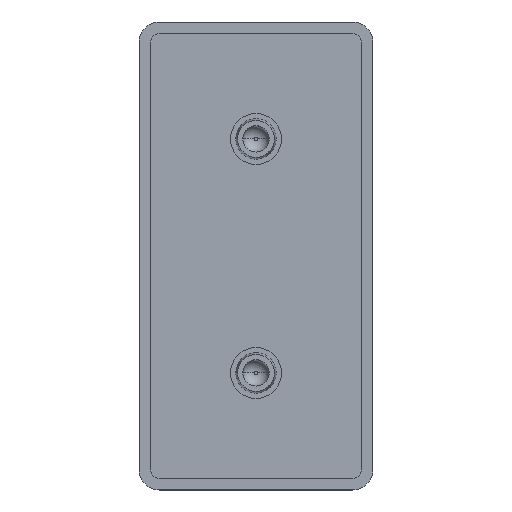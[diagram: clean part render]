
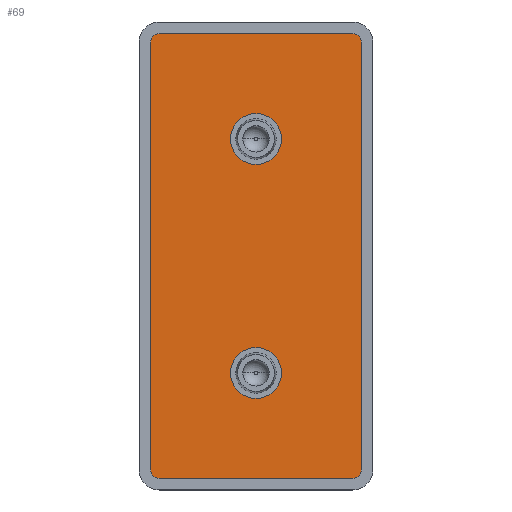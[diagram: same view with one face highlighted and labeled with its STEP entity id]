
A CAD part, top view. The second image highlights one B-rep face of the part: STEP entity #69.
In plain terms, the highlighted planar face has unit normal (0, 0, 1).
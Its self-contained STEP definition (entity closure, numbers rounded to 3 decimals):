
#17 = DIRECTION ( 'NONE',  ( -1., 0., 0. ) ) ;
#27 = CARTESIAN_POINT ( 'NONE',  ( -16.5, -36.5, -2. ) ) ;
#36 = AXIS2_PLACEMENT_3D ( 'NONE', #1688, #383, #87 ) ;
#38 = VECTOR ( 'NONE', #1765, 1000. ) ;
#69 = ADVANCED_FACE ( 'NONE', ( #1113, #1711, #849 ), #1262, .T. ) ;
#85 = ORIENTED_EDGE ( 'NONE', *, *, #106, .T. ) ;
#87 = DIRECTION ( 'NONE',  ( -1., 0., 0. ) ) ;
#92 = CARTESIAN_POINT ( 'NONE',  ( 4.35, -20., -2. ) ) ;
#106 = EDGE_CURVE ( 'NONE', #1669, #332, #583, .T. ) ;
#149 = AXIS2_PLACEMENT_3D ( 'NONE', #1749, #264, #872 ) ;
#173 = ORIENTED_EDGE ( 'NONE', *, *, #1106, .T. ) ;
#187 = VERTEX_POINT ( 'NONE', #733 ) ;
#189 = DIRECTION ( 'NONE',  ( 0., 0., -1. ) ) ;
#223 = DIRECTION ( 'NONE',  ( 0., 0., 1. ) ) ;
#264 = DIRECTION ( 'NONE',  ( 0., 0., 1. ) ) ;
#271 = EDGE_LOOP ( 'NONE', ( #1527, #1358, #1215, #910, #1014, #809, #1880, #1107 ) ) ;
#287 = CARTESIAN_POINT ( 'NONE',  ( 4.35, 20., -2. ) ) ;
#315 = DIRECTION ( 'NONE',  ( 1., 0., 0. ) ) ;
#332 = VERTEX_POINT ( 'NONE', #92 ) ;
#373 = EDGE_CURVE ( 'NONE', #624, #1492, #700, .T. ) ;
#383 = DIRECTION ( 'NONE',  ( 0., 0., -1. ) ) ;
#406 = AXIS2_PLACEMENT_3D ( 'NONE', #992, #1579, #1326 ) ;
#425 = AXIS2_PLACEMENT_3D ( 'NONE', #1866, #223, #976 ) ;
#440 = AXIS2_PLACEMENT_3D ( 'NONE', #895, #1784, #1633 ) ;
#489 = VECTOR ( 'NONE', #1024, 1000. ) ;
#500 = EDGE_CURVE ( 'NONE', #1858, #1762, #900, .T. ) ;
#509 = AXIS2_PLACEMENT_3D ( 'NONE', #1494, #189, #1646 ) ;
#580 = CARTESIAN_POINT ( 'NONE',  ( -16.5, -38., -2. ) ) ;
#581 = ORIENTED_EDGE ( 'NONE', *, *, #988, .T. ) ;
#583 = CIRCLE ( 'NONE', #1495, 4.35 ) ;
#584 = VECTOR ( 'NONE', #1386, 1000. ) ;
#593 = LINE ( 'NONE', #875, #489 ) ;
#607 = CARTESIAN_POINT ( 'NONE',  ( 0., 20., -2. ) ) ;
#624 = VERTEX_POINT ( 'NONE', #1846 ) ;
#639 = DIRECTION ( 'NONE',  ( 1., 0., 0. ) ) ;
#700 = LINE ( 'NONE', #1828, #584 ) ;
#733 = CARTESIAN_POINT ( 'NONE',  ( -16.5, -38., -2. ) ) ;
#743 = AXIS2_PLACEMENT_3D ( 'NONE', #27, #1763, #17 ) ;
#770 = VERTEX_POINT ( 'NONE', #1333 ) ;
#800 = EDGE_CURVE ( 'NONE', #187, #959, #1609, .T. ) ;
#806 = CARTESIAN_POINT ( 'NONE',  ( 0., -20., -2. ) ) ;
#809 = ORIENTED_EDGE ( 'NONE', *, *, #1258, .T. ) ;
#840 = VERTEX_POINT ( 'NONE', #287 ) ;
#849 = FACE_OUTER_BOUND ( 'NONE', #271, .T. ) ;
#872 = DIRECTION ( 'NONE',  ( -1., 0., 0. ) ) ;
#875 = CARTESIAN_POINT ( 'NONE',  ( 16.5, 38., -2. ) ) ;
#881 = EDGE_LOOP ( 'NONE', ( #85, #173 ) ) ;
#895 = CARTESIAN_POINT ( 'NONE',  ( 16.5, 36.5, -2. ) ) ;
#900 = CIRCLE ( 'NONE', #440, 1.5 ) ;
#910 = ORIENTED_EDGE ( 'NONE', *, *, #1507, .T. ) ;
#959 = VERTEX_POINT ( 'NONE', #1204 ) ;
#976 = DIRECTION ( 'NONE',  ( 1., 0., 0. ) ) ;
#988 = EDGE_CURVE ( 'NONE', #770, #840, #1181, .T. ) ;
#992 = CARTESIAN_POINT ( 'NONE',  ( -16.5, 36.5, -2. ) ) ;
#1014 = ORIENTED_EDGE ( 'NONE', *, *, #800, .T. ) ;
#1024 = DIRECTION ( 'NONE',  ( -1., 0., 0. ) ) ;
#1032 = CARTESIAN_POINT ( 'NONE',  ( -18., -36.5, -2. ) ) ;
#1034 = EDGE_CURVE ( 'NONE', #1331, #1858, #1797, .T. ) ;
#1038 = EDGE_CURVE ( 'NONE', #840, #770, #1085, .T. ) ;
#1046 = DIRECTION ( 'NONE',  ( 0., 0., -1. ) ) ;
#1085 = CIRCLE ( 'NONE', #509, 4.35 ) ;
#1106 = EDGE_CURVE ( 'NONE', #332, #1669, #1518, .T. ) ;
#1107 = ORIENTED_EDGE ( 'NONE', *, *, #500, .T. ) ;
#1113 = FACE_BOUND ( 'NONE', #1856, .T. ) ;
#1181 = CIRCLE ( 'NONE', #1430, 4.35 ) ;
#1204 = CARTESIAN_POINT ( 'NONE',  ( 16.5, -38., -2. ) ) ;
#1215 = ORIENTED_EDGE ( 'NONE', *, *, #373, .T. ) ;
#1240 = CARTESIAN_POINT ( 'NONE',  ( 18., 36.5, -2. ) ) ;
#1248 = ORIENTED_EDGE ( 'NONE', *, *, #1038, .T. ) ;
#1258 = EDGE_CURVE ( 'NONE', #959, #1331, #1824, .T. ) ;
#1262 = PLANE ( 'NONE',  #425 ) ;
#1314 = CARTESIAN_POINT ( 'NONE',  ( 18., -36.5, -2. ) ) ;
#1326 = DIRECTION ( 'NONE',  ( -1., 0., 0. ) ) ;
#1327 = VECTOR ( 'NONE', #315, 1000. ) ;
#1328 = CIRCLE ( 'NONE', #406, 1.5 ) ;
#1331 = VERTEX_POINT ( 'NONE', #1684 ) ;
#1333 = CARTESIAN_POINT ( 'NONE',  ( -4.35, 20., -2. ) ) ;
#1346 = CARTESIAN_POINT ( 'NONE',  ( 16.5, 38., -2. ) ) ;
#1358 = ORIENTED_EDGE ( 'NONE', *, *, #1490, .T. ) ;
#1386 = DIRECTION ( 'NONE',  ( 0., -1., 0. ) ) ;
#1395 = VERTEX_POINT ( 'NONE', #1690 ) ;
#1422 = DIRECTION ( 'NONE',  ( 0., 0., -1. ) ) ;
#1430 = AXIS2_PLACEMENT_3D ( 'NONE', #607, #1046, #639 ) ;
#1475 = CIRCLE ( 'NONE', #743, 1.5 ) ;
#1490 = EDGE_CURVE ( 'NONE', #1395, #624, #1328, .T. ) ;
#1492 = VERTEX_POINT ( 'NONE', #1032 ) ;
#1494 = CARTESIAN_POINT ( 'NONE',  ( 0., 20., -2. ) ) ;
#1495 = AXIS2_PLACEMENT_3D ( 'NONE', #806, #1422, #1847 ) ;
#1507 = EDGE_CURVE ( 'NONE', #1492, #187, #1475, .T. ) ;
#1514 = CARTESIAN_POINT ( 'NONE',  ( -4.35, -20., -2. ) ) ;
#1518 = CIRCLE ( 'NONE', #36, 4.35 ) ;
#1527 = ORIENTED_EDGE ( 'NONE', *, *, #1530, .T. ) ;
#1530 = EDGE_CURVE ( 'NONE', #1762, #1395, #593, .T. ) ;
#1579 = DIRECTION ( 'NONE',  ( 0., 0., 1. ) ) ;
#1609 = LINE ( 'NONE', #580, #1327 ) ;
#1633 = DIRECTION ( 'NONE',  ( -1., 0., 0. ) ) ;
#1646 = DIRECTION ( 'NONE',  ( 1., 0., 0. ) ) ;
#1669 = VERTEX_POINT ( 'NONE', #1514 ) ;
#1684 = CARTESIAN_POINT ( 'NONE',  ( 18., -36.5, -2. ) ) ;
#1688 = CARTESIAN_POINT ( 'NONE',  ( 0., -20., -2. ) ) ;
#1690 = CARTESIAN_POINT ( 'NONE',  ( -16.5, 38., -2. ) ) ;
#1711 = FACE_BOUND ( 'NONE', #881, .T. ) ;
#1749 = CARTESIAN_POINT ( 'NONE',  ( 16.5, -36.5, -2. ) ) ;
#1762 = VERTEX_POINT ( 'NONE', #1346 ) ;
#1763 = DIRECTION ( 'NONE',  ( 0., 0., 1. ) ) ;
#1765 = DIRECTION ( 'NONE',  ( 0., 1., 0. ) ) ;
#1784 = DIRECTION ( 'NONE',  ( 0., 0., 1. ) ) ;
#1797 = LINE ( 'NONE', #1314, #38 ) ;
#1824 = CIRCLE ( 'NONE', #149, 1.5 ) ;
#1828 = CARTESIAN_POINT ( 'NONE',  ( -18., 36.5, -2. ) ) ;
#1846 = CARTESIAN_POINT ( 'NONE',  ( -18., 36.5, -2. ) ) ;
#1847 = DIRECTION ( 'NONE',  ( -1., 0., 0. ) ) ;
#1856 = EDGE_LOOP ( 'NONE', ( #1248, #581 ) ) ;
#1858 = VERTEX_POINT ( 'NONE', #1240 ) ;
#1866 = CARTESIAN_POINT ( 'NONE',  ( 0., 0., -2. ) ) ;
#1880 = ORIENTED_EDGE ( 'NONE', *, *, #1034, .T. ) ;
